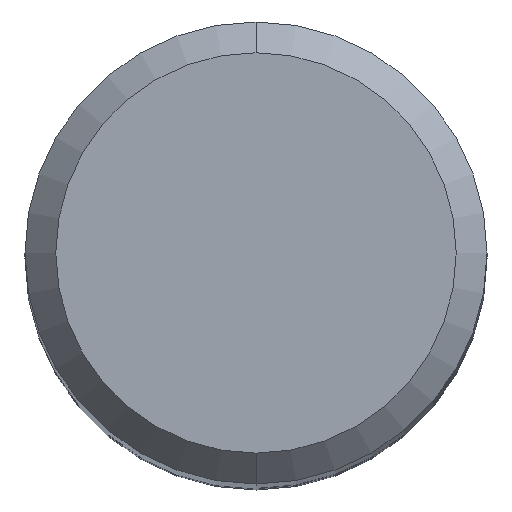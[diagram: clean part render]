
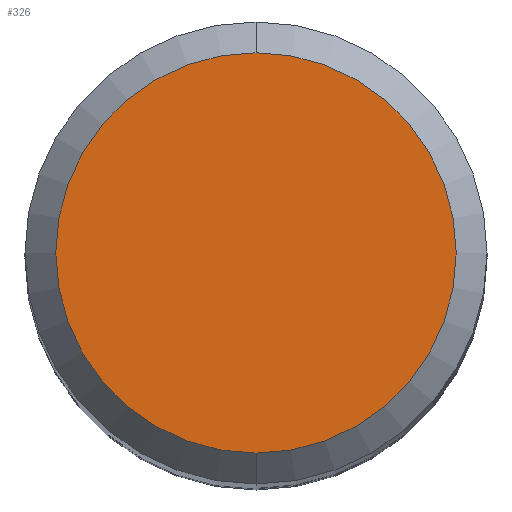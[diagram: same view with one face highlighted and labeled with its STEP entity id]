
A CAD part, top view. The second image highlights one B-rep face of the part: STEP entity #326.
In plain terms, the highlighted planar face has unit normal (0, 0, 1).
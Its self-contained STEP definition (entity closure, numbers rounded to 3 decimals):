
#182=EDGE_CURVE('',#394,#202,#460,.T.);
#202=VERTEX_POINT('',#484);
#206=EDGE_CURVE('',#202,#394,#488,.T.);
#326=ADVANCED_FACE('',(#621),#622,.T.);
#394=VERTEX_POINT('',#698);
#460=CIRCLE('',#793,2.6);
#484=CARTESIAN_POINT('',(0.0,2.6,0.0));
#488=CIRCLE('',#836,2.6);
#621=FACE_OUTER_BOUND('',#1120,.T.);
#622=PLANE('',#1121);
#698=CARTESIAN_POINT('',(0.,-2.6,0.0));
#793=AXIS2_PLACEMENT_3D('',#1331,#1332,#1333);
#836=AXIS2_PLACEMENT_3D('',#1368,#1369,#1370);
#1120=EDGE_LOOP('',(#1506,#1507));
#1121=AXIS2_PLACEMENT_3D('',#1508,#1509,#1510);
#1331=CARTESIAN_POINT('',(0.0,0.0,0.0));
#1332=DIRECTION('',(0.0,0.0,-1.0));
#1333=DIRECTION('',(0.0,1.0,0.0));
#1368=CARTESIAN_POINT('',(0.0,0.0,0.0));
#1369=DIRECTION('',(0.0,0.0,-1.0));
#1370=DIRECTION('',(0.0,1.0,0.0));
#1506=ORIENTED_EDGE('',*,*,#206,.F.);
#1507=ORIENTED_EDGE('',*,*,#182,.F.);
#1508=CARTESIAN_POINT('',(0.0,1.3,0.0));
#1509=DIRECTION('',(-0.0,0.0,1.0));
#1510=DIRECTION('',(0.0,-1.0,0.0));
